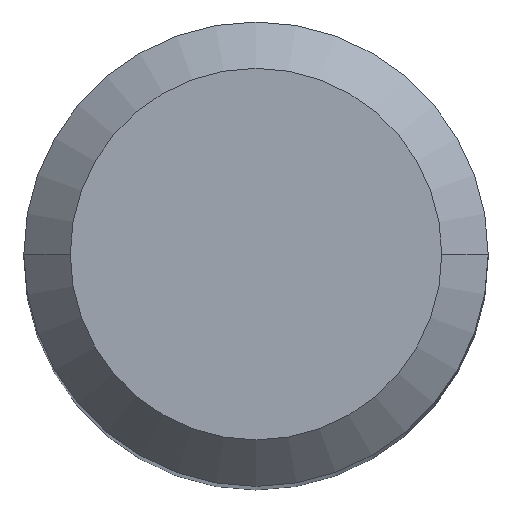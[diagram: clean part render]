
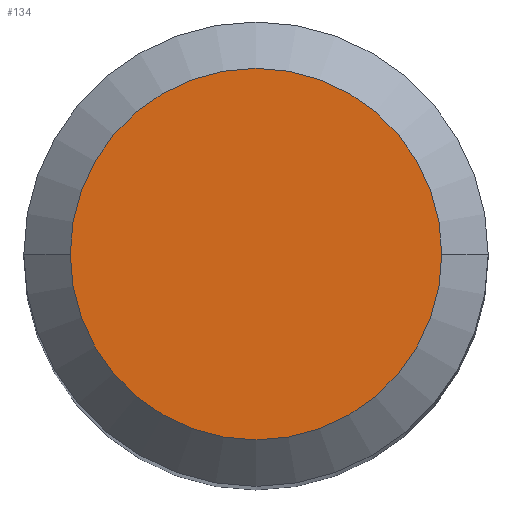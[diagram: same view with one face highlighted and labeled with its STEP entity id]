
A CAD part, top view. The second image highlights one B-rep face of the part: STEP entity #134.
In plain terms, the highlighted planar face has unit normal (0, 0, 1).
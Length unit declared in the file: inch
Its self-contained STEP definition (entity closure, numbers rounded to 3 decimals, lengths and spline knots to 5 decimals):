
#2 = VERTEX_POINT ( 'NONE', #164 ) ;
#55 = ORIENTED_EDGE ( 'NONE', *, *, #488, .T. ) ;
#68 = EDGE_CURVE ( 'NONE', #227, #2, #198, .T. ) ;
#123 = DIRECTION ( 'NONE',  ( -1., 0., 0. ) ) ;
#134 = ADVANCED_FACE ( 'NONE', ( #478 ), #219, .F. ) ;
#143 = DIRECTION ( 'NONE',  ( 0., 0., 1. ) ) ;
#152 = AXIS2_PLACEMENT_3D ( 'NONE', #248, #209, #363 ) ;
#164 = CARTESIAN_POINT ( 'NONE',  ( -0.126, 0., 0. ) ) ;
#181 = CARTESIAN_POINT ( 'NONE',  ( 0., 0., 0. ) ) ;
#198 = CIRCLE ( 'NONE', #152, 0.126 ) ;
#209 = DIRECTION ( 'NONE',  ( 0., 0., 1. ) ) ;
#219 = PLANE ( 'NONE',  #268 ) ;
#227 = VERTEX_POINT ( 'NONE', #332 ) ;
#248 = CARTESIAN_POINT ( 'NONE',  ( 0., 0., 0. ) ) ;
#267 = EDGE_LOOP ( 'NONE', ( #55, #272 ) ) ;
#268 = AXIS2_PLACEMENT_3D ( 'NONE', #181, #465, #123 ) ;
#272 = ORIENTED_EDGE ( 'NONE', *, *, #68, .T. ) ;
#301 = DIRECTION ( 'NONE',  ( 1., 0., 0. ) ) ;
#332 = CARTESIAN_POINT ( 'NONE',  ( 0.126, 0., 0. ) ) ;
#335 = CARTESIAN_POINT ( 'NONE',  ( 0., 0., 0. ) ) ;
#363 = DIRECTION ( 'NONE',  ( 1., 0., 0. ) ) ;
#395 = CIRCLE ( 'NONE', #402, 0.126 ) ;
#402 = AXIS2_PLACEMENT_3D ( 'NONE', #335, #143, #301 ) ;
#465 = DIRECTION ( 'NONE',  ( 0., 0., -1. ) ) ;
#478 = FACE_OUTER_BOUND ( 'NONE', #267, .T. ) ;
#488 = EDGE_CURVE ( 'NONE', #2, #227, #395, .T. ) ;
